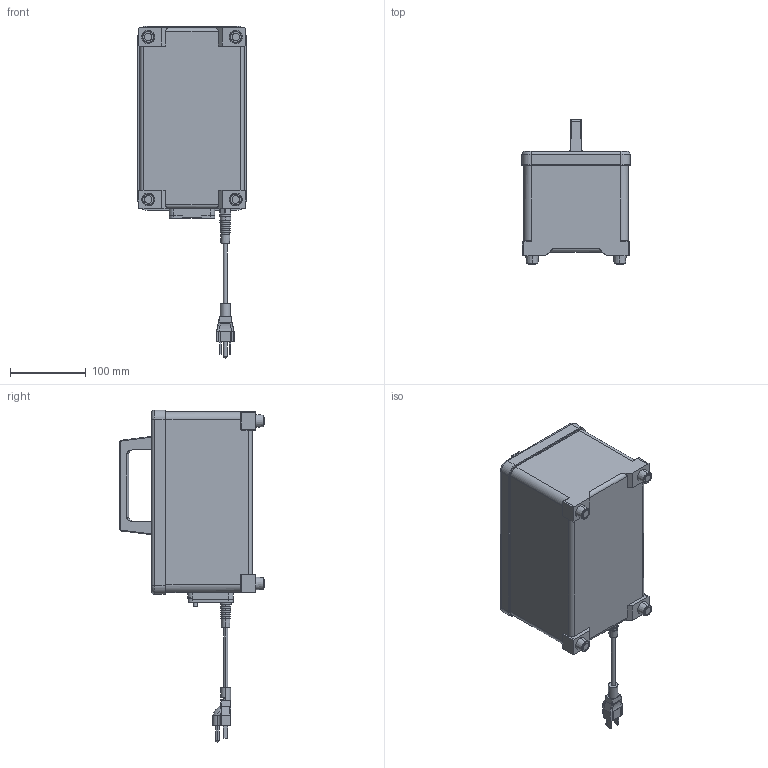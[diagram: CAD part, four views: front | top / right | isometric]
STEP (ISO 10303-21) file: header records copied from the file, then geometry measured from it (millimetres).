
FILE_DESCRIPTION (( 'STEP AP214' ), '1' );
FILE_NAME ('568017.STEP', '2023-02-16T12:18:45', ( '' ), ( '' ), 'SwSTEP 2.0', 'SolidWorks 2018', '' );
FILE_SCHEMA (( 'AUTOMOTIVE_DESIGN' ));
Length unit declared in the file: millimetre
Products named in the file (1): 568017
Bounding box: 143 x 191 x 439.3 mm (x, y, z)
Volume: 4527899.6 mm3; surface area: 201691.8 mm2
Topology: 1 solids, 1 shells, 412 faces, 1051 edges, 664 vertices
Faces by surface type: plane 180, cylinder 121, cone 68, bspline 31, torus 12
Entity records: 14766 total; most frequent: CARTESIAN_POINT 4973, ORIENTED_EDGE 2094, DIRECTION 1964, EDGE_CURVE 1047, AXIS2_PLACEMENT_3D 692, VERTEX_POINT 664, VECTOR 580, LINE 580
